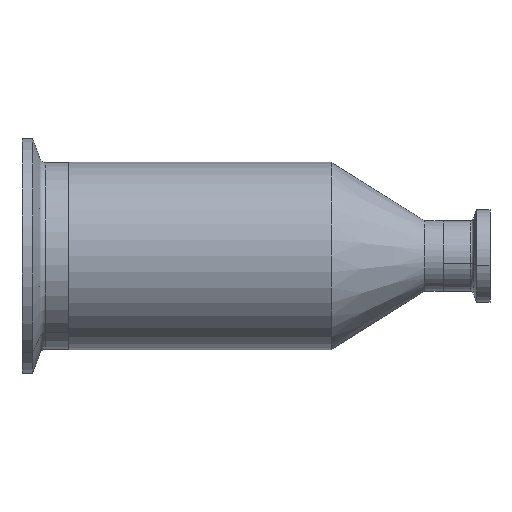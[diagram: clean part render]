
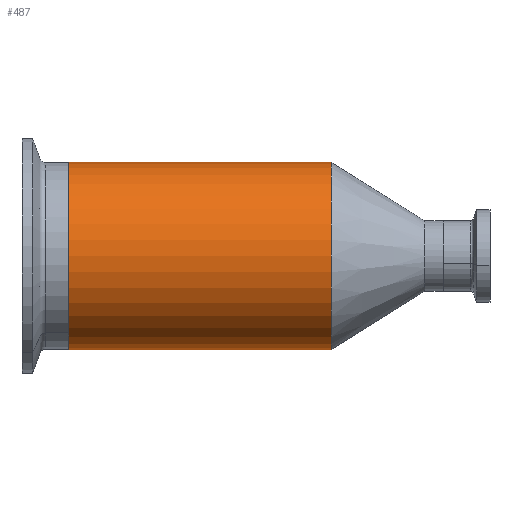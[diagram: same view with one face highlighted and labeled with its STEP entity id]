
A CAD part, left-side view. The second image highlights one B-rep face of the part: STEP entity #487.
In plain terms, the highlighted cylindrical face has radius 25.4 mm (diameter 50.8 mm), a partial arc.
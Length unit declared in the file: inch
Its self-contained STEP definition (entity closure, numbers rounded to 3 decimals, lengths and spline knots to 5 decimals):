
#12 = DIRECTION ( 'NONE',  ( 0., -1., 0. ) ) ;
#69 = EDGE_LOOP ( 'NONE', ( #1574, #1264, #1359, #813 ) ) ;
#76 = VERTEX_POINT ( 'NONE', #393 ) ;
#80 = CARTESIAN_POINT ( 'NONE',  ( 0., 1., -1. ) ) ;
#92 = LINE ( 'NONE', #1218, #778 ) ;
#127 = DIRECTION ( 'NONE',  ( 0., 1., 0. ) ) ;
#140 = AXIS2_PLACEMENT_3D ( 'NONE', #285, #1786, #1510 ) ;
#230 = DIRECTION ( 'NONE',  ( 0., 1., 0. ) ) ;
#242 = FACE_OUTER_BOUND ( 'NONE', #69, .T. ) ;
#268 = DIRECTION ( 'NONE',  ( 0., 0., 1. ) ) ;
#285 = CARTESIAN_POINT ( 'NONE',  ( 0., 3.80315, 0. ) ) ;
#360 = CARTESIAN_POINT ( 'NONE',  ( 0., 1., 1. ) ) ;
#393 = CARTESIAN_POINT ( 'NONE',  ( 0., 3.80315, -1. ) ) ;
#410 = AXIS2_PLACEMENT_3D ( 'NONE', #831, #230, #1719 ) ;
#487 = ADVANCED_FACE ( 'NONE', ( #242 ), #1403, .T. ) ;
#636 = VECTOR ( 'NONE', #12, 39.37008 ) ;
#778 = VECTOR ( 'NONE', #1940, 39.37008 ) ;
#808 = EDGE_CURVE ( 'NONE', #76, #1105, #92, .T. ) ;
#813 = ORIENTED_EDGE ( 'NONE', *, *, #1079, .T. ) ;
#831 = CARTESIAN_POINT ( 'NONE',  ( 0., 1., 0. ) ) ;
#878 = VERTEX_POINT ( 'NONE', #1360 ) ;
#1005 = AXIS2_PLACEMENT_3D ( 'NONE', #1334, #127, #268 ) ;
#1061 = CARTESIAN_POINT ( 'NONE',  ( 0., 3.80315, 1. ) ) ;
#1079 = EDGE_CURVE ( 'NONE', #1105, #1539, #1188, .T. ) ;
#1084 = LINE ( 'NONE', #1061, #636 ) ;
#1105 = VERTEX_POINT ( 'NONE', #80 ) ;
#1188 = CIRCLE ( 'NONE', #410, 1. ) ;
#1218 = CARTESIAN_POINT ( 'NONE',  ( 0., 3.80315, -1. ) ) ;
#1264 = ORIENTED_EDGE ( 'NONE', *, *, #1821, .F. ) ;
#1283 = CIRCLE ( 'NONE', #1005, 1. ) ;
#1334 = CARTESIAN_POINT ( 'NONE',  ( 0., 3.80315, 0. ) ) ;
#1359 = ORIENTED_EDGE ( 'NONE', *, *, #808, .T. ) ;
#1360 = CARTESIAN_POINT ( 'NONE',  ( 0., 3.80315, 1. ) ) ;
#1366 = EDGE_CURVE ( 'NONE', #878, #1539, #1084, .T. ) ;
#1403 = CYLINDRICAL_SURFACE ( 'NONE', #140, 1. ) ;
#1510 = DIRECTION ( 'NONE',  ( 0., 0., -1. ) ) ;
#1539 = VERTEX_POINT ( 'NONE', #360 ) ;
#1574 = ORIENTED_EDGE ( 'NONE', *, *, #1366, .F. ) ;
#1719 = DIRECTION ( 'NONE',  ( 0., 0., 1. ) ) ;
#1786 = DIRECTION ( 'NONE',  ( 0., -1., 0. ) ) ;
#1821 = EDGE_CURVE ( 'NONE', #76, #878, #1283, .T. ) ;
#1940 = DIRECTION ( 'NONE',  ( 0., -1., 0. ) ) ;
